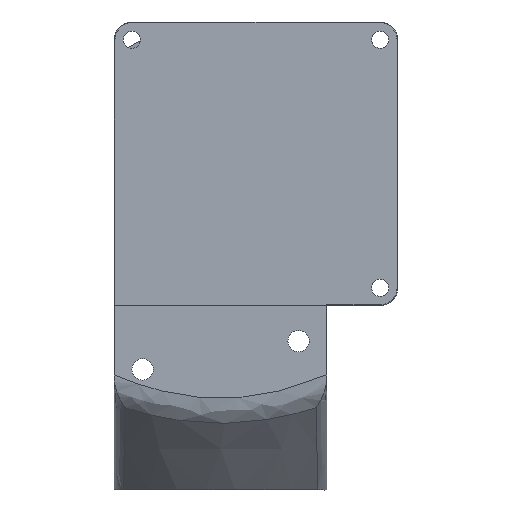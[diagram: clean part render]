
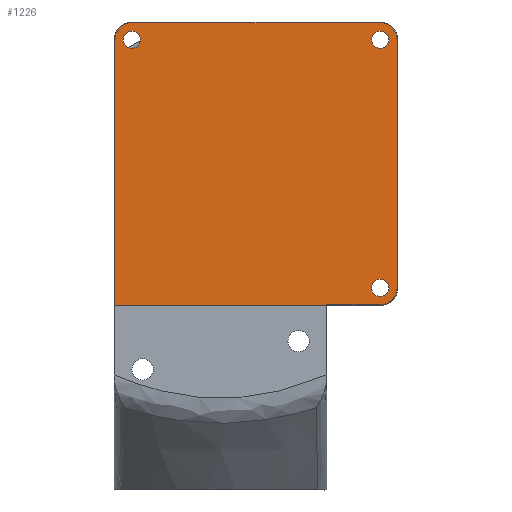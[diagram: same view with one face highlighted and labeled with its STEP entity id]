
A CAD part, front view. The second image highlights one B-rep face of the part: STEP entity #1226.
In plain terms, the highlighted planar face has unit normal (0, -1, 0).
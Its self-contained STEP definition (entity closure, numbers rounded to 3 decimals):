
#67=FACE_BOUND('',#298,.T.);
#68=FACE_BOUND('',#299,.T.);
#69=FACE_BOUND('',#300,.T.);
#79=CIRCLE('',#1282,2.4);
#81=CIRCLE('',#1286,2.4);
#83=CIRCLE('',#1290,2.4);
#108=CIRCLE('',#1344,1.2);
#109=CIRCLE('',#1345,1.2);
#110=CIRCLE('',#1346,1.2);
#220=FACE_OUTER_BOUND('',#297,.T.);
#297=EDGE_LOOP('',(#1069,#1070,#1071,#1072,#1073,#1074,#1075,#1076,#1077));
#298=EDGE_LOOP('',(#1078));
#299=EDGE_LOOP('',(#1079));
#300=EDGE_LOOP('',(#1080));
#336=LINE('',#1882,#400);
#339=LINE('',#1891,#403);
#342=LINE('',#1900,#406);
#345=LINE('',#1911,#409);
#363=LINE('',#2151,#427);
#377=LINE('',#2641,#441);
#400=VECTOR('',#1407,10.);
#403=VECTOR('',#1418,10.);
#406=VECTOR('',#1429,10.);
#409=VECTOR('',#1440,10.);
#427=VECTOR('',#1504,10.);
#441=VECTOR('',#1574,10.);
#513=VERTEX_POINT('',#1875);
#516=VERTEX_POINT('',#1880);
#517=VERTEX_POINT('',#1884);
#518=VERTEX_POINT('',#1889);
#519=VERTEX_POINT('',#1893);
#520=VERTEX_POINT('',#1898);
#522=VERTEX_POINT('',#1903);
#524=VERTEX_POINT('',#1909);
#555=VERTEX_POINT('',#2150);
#587=VERTEX_POINT('',#2642);
#588=VERTEX_POINT('',#2644);
#589=VERTEX_POINT('',#2646);
#647=EDGE_CURVE('',#516,#513,#336,.T.);
#649=EDGE_CURVE('',#517,#516,#79,.T.);
#652=EDGE_CURVE('',#518,#517,#339,.T.);
#654=EDGE_CURVE('',#519,#518,#81,.T.);
#657=EDGE_CURVE('',#520,#519,#342,.T.);
#659=EDGE_CURVE('',#522,#520,#83,.T.);
#662=EDGE_CURVE('',#524,#522,#345,.T.);
#708=EDGE_CURVE('',#513,#555,#363,.T.);
#759=EDGE_CURVE('',#555,#524,#377,.T.);
#760=EDGE_CURVE('',#587,#587,#108,.T.);
#761=EDGE_CURVE('',#588,#588,#109,.T.);
#762=EDGE_CURVE('',#589,#589,#110,.T.);
#1069=ORIENTED_EDGE('',*,*,#662,.F.);
#1070=ORIENTED_EDGE('',*,*,#759,.F.);
#1071=ORIENTED_EDGE('',*,*,#708,.F.);
#1072=ORIENTED_EDGE('',*,*,#647,.F.);
#1073=ORIENTED_EDGE('',*,*,#649,.F.);
#1074=ORIENTED_EDGE('',*,*,#652,.F.);
#1075=ORIENTED_EDGE('',*,*,#654,.F.);
#1076=ORIENTED_EDGE('',*,*,#657,.F.);
#1077=ORIENTED_EDGE('',*,*,#659,.F.);
#1078=ORIENTED_EDGE('',*,*,#760,.T.);
#1079=ORIENTED_EDGE('',*,*,#761,.T.);
#1080=ORIENTED_EDGE('',*,*,#762,.T.);
#1176=PLANE('',#1343);
#1226=ADVANCED_FACE('',(#220,#67,#68,#69),#1176,.F.);
#1282=AXIS2_PLACEMENT_3D('',#1886,#1411,#1412);
#1286=AXIS2_PLACEMENT_3D('',#1895,#1422,#1423);
#1290=AXIS2_PLACEMENT_3D('',#1905,#1433,#1434);
#1343=AXIS2_PLACEMENT_3D('',#2640,#1572,#1573);
#1344=AXIS2_PLACEMENT_3D('',#2643,#1575,#1576);
#1345=AXIS2_PLACEMENT_3D('',#2645,#1577,#1578);
#1346=AXIS2_PLACEMENT_3D('',#2647,#1579,#1580);
#1407=DIRECTION('',(-1.,0.,0.));
#1411=DIRECTION('center_axis',(0.,1.,0.));
#1412=DIRECTION('ref_axis',(0.908,0.,0.418));
#1418=DIRECTION('',(0.,0.,-1.));
#1422=DIRECTION('center_axis',(0.,1.,0.));
#1423=DIRECTION('ref_axis',(-0.432,0.,0.902));
#1429=DIRECTION('',(1.,0.,0.));
#1433=DIRECTION('center_axis',(0.,1.,0.));
#1434=DIRECTION('ref_axis',(-0.89,0.,-0.456));
#1440=DIRECTION('',(0.,0.,1.));
#1504=DIRECTION('',(0.,0.,-1.));
#1572=DIRECTION('center_axis',(0.,1.,0.));
#1573=DIRECTION('ref_axis',(0.,0.,
-1.));
#1574=DIRECTION('',(-1.,0.,0.));
#1575=DIRECTION('center_axis',(0.,1.,0.));
#1576=DIRECTION('ref_axis',(0.,0.,1.));
#1577=DIRECTION('center_axis',(0.,1.,0.));
#1578=DIRECTION('ref_axis',(0.,0.,1.));
#1579=DIRECTION('center_axis',(0.,1.,0.));
#1580=DIRECTION('ref_axis',(0.,0.,1.));
#1875=CARTESIAN_POINT('',(16.6,-40.1,22.6));
#1880=CARTESIAN_POINT('',(24.1,-40.1,22.6));
#1882=CARTESIAN_POINT('',(11.6,-40.1,22.6));
#1884=CARTESIAN_POINT('',(26.5,-40.1,25.));
#1886=CARTESIAN_POINT('Origin',(24.1,-40.1,25.));
#1889=CARTESIAN_POINT('',(26.5,-40.1,60.));
#1891=CARTESIAN_POINT('',(26.5,-40.1,33.5));
#1893=CARTESIAN_POINT('',(24.1,-40.1,62.4));
#1895=CARTESIAN_POINT('Origin',(24.1,-40.1,60.));
#1898=CARTESIAN_POINT('',(-10.9,-40.1,62.4));
#1900=CARTESIAN_POINT('',(15.35,-40.1,62.4));
#1903=CARTESIAN_POINT('',(-13.3,-40.1,60.));
#1905=CARTESIAN_POINT('Origin',(-10.9,-40.1,60.));
#1909=CARTESIAN_POINT('',(-13.3,-40.1,22.5));
#1911=CARTESIAN_POINT('',(-13.3,-40.1,31.75));
#2150=CARTESIAN_POINT('',(16.6,-40.1,22.5));
#2151=CARTESIAN_POINT('',(16.6,-40.1,31.75));
#2640=CARTESIAN_POINT('Origin',(6.6,-40.1,42.));
#2641=CARTESIAN_POINT('',(4.1,-40.1,22.5));
#2642=CARTESIAN_POINT('',(24.1,-40.1,23.8));
#2643=CARTESIAN_POINT('Origin',(24.1,-40.1,25.));
#2644=CARTESIAN_POINT('',(-10.9,-40.1,58.8));
#2645=CARTESIAN_POINT('Origin',(-10.9,-40.1,60.));
#2646=CARTESIAN_POINT('',(24.1,-40.1,58.8));
#2647=CARTESIAN_POINT('Origin',(24.1,-40.1,60.));
